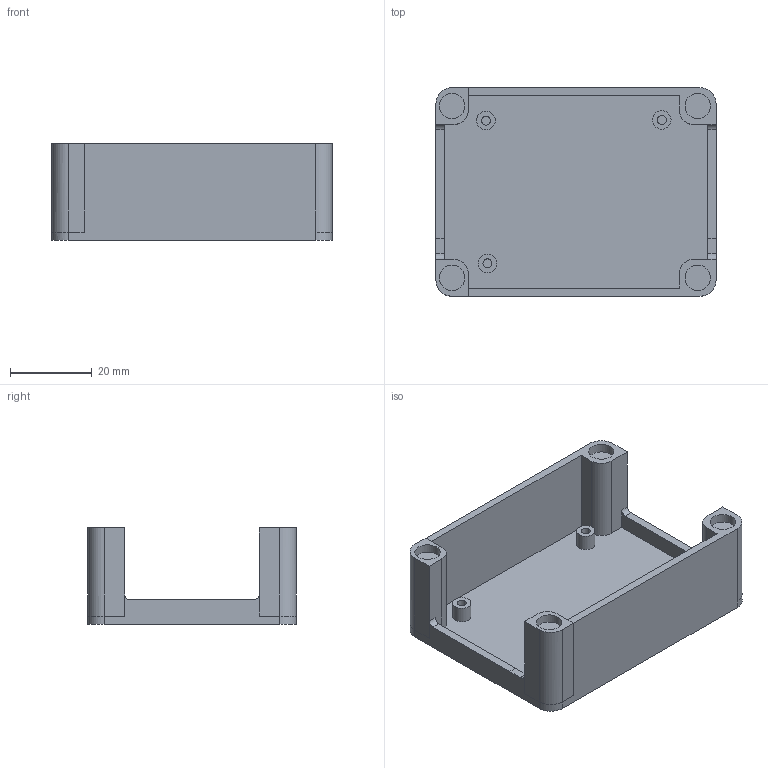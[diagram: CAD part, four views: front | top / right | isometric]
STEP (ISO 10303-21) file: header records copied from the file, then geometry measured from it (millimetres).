
FILE_DESCRIPTION(/* description */ (''),/* implementation_level */ '2;1');
FILE_NAME(/* name */ 'Biquad v8_boden.step',/* time_stamp */ '2025-05-22T10:54:35+02:00',/* author */ (''),/* organization */ (''),/* preprocessor_version */ 'ST-DEVELOPER v20.1',/* originating_system */ 'Autodesk Translation Framework v14.4.0.0',/* authorisation */ '');
FILE_SCHEMA (('AUTOMOTIVE_DESIGN { 1 0 10303 214 3 1 1 }'));
Length unit declared in the file: millimetre
Products named in the file (2): Biquad; gehäuse_unten
Assembly tree (1 placements, depth 2):
  Biquad
    gehäuse_unten
Bounding box: 68.5 x 51 x 23.6 mm (x, y, z)
Volume: 17877.9 mm3; surface area: 15626.3 mm2
Topology: 3 solids, 3 shells, 86 faces, 209 edges, 137 vertices
Faces by surface type: plane 60, cylinder 26
Full cylindrical faces by diameter (mm): 2.2 x3, 4.5 x3, 6.2 x4
Entity records: 2566 total; most frequent: DIRECTION 441, CARTESIAN_POINT 435, ORIENTED_EDGE 418, EDGE_CURVE 209, LINE 155, VECTOR 155, AXIS2_PLACEMENT_3D 143, VERTEX_POINT 137
